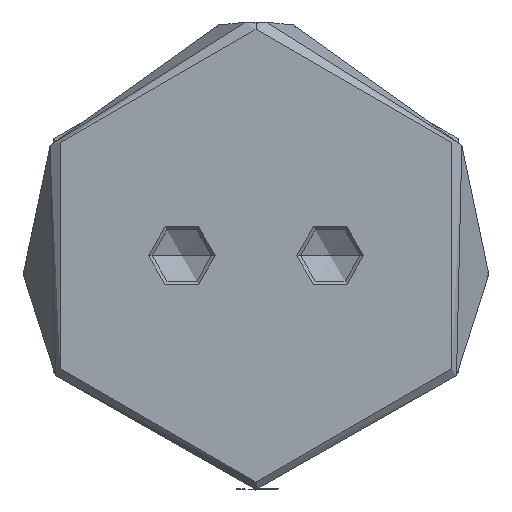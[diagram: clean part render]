
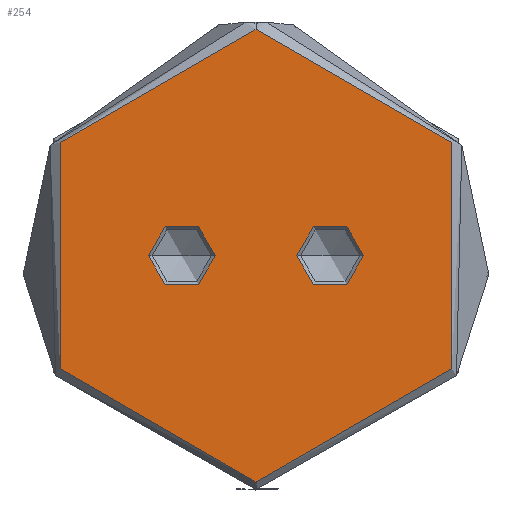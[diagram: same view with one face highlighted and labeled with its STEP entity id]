
A CAD part, front view. The second image highlights one B-rep face of the part: STEP entity #254.
In plain terms, the highlighted face is planar.
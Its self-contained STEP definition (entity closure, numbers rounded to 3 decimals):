
#191 = DIRECTION ( 'NONE',  ( 0., 0., -1. ) ) ;
#254 = ADVANCED_FACE ( 'NONE', ( #2132, #893, #4827 ), #3072, .F. ) ;
#266 = CIRCLE ( 'NONE', #1552, 4.5 ) ;
#370 = VERTEX_POINT ( 'NONE', #3032 ) ;
#720 = EDGE_LOOP ( 'NONE', ( #2453, #6682 ) ) ;
#766 = EDGE_CURVE ( 'NONE', #370, #2400, #2800, .T. ) ;
#884 = EDGE_CURVE ( 'NONE', #1564, #1990, #3389, .T. ) ;
#893 = FACE_BOUND ( 'NONE', #1055, .T. ) ;
#1055 = EDGE_LOOP ( 'NONE', ( #5523, #1476 ) ) ;
#1127 = DIRECTION ( 'NONE',  ( 0., 0., 1. ) ) ;
#1130 = EDGE_CURVE ( 'NONE', #5386, #3460, #2018, .T. ) ;
#1224 = DIRECTION ( 'NONE',  ( -1., 0., 0. ) ) ;
#1348 = CARTESIAN_POINT ( 'NONE',  ( 0., 0., 0. ) ) ;
#1401 = DIRECTION ( 'NONE',  ( 0., -1., 0. ) ) ;
#1404 = CIRCLE ( 'NONE', #5682, 30.5 ) ;
#1476 = ORIENTED_EDGE ( 'NONE', *, *, #2222, .F. ) ;
#1552 = AXIS2_PLACEMENT_3D ( 'NONE', #3400, #191, #3919 ) ;
#1564 = VERTEX_POINT ( 'NONE', #4465 ) ;
#1565 = CARTESIAN_POINT ( 'NONE',  ( 0., 0., 0. ) ) ;
#1572 = CARTESIAN_POINT ( 'NONE',  ( 0., 10., 0. ) ) ;
#1648 = DIRECTION ( 'NONE',  ( 0., 0., -1. ) ) ;
#1685 = CARTESIAN_POINT ( 'NONE',  ( 0., 10., 0. ) ) ;
#1708 = DIRECTION ( 'NONE',  ( 0., -1., 0. ) ) ;
#1903 = DIRECTION ( 'NONE',  ( 1., 0., 0. ) ) ;
#1990 = VERTEX_POINT ( 'NONE', #3930 ) ;
#2018 = CIRCLE ( 'NONE', #4143, 4.5 ) ;
#2132 = FACE_OUTER_BOUND ( 'NONE', #3233, .T. ) ;
#2222 = EDGE_CURVE ( 'NONE', #3460, #5386, #5691, .T. ) ;
#2285 = AXIS2_PLACEMENT_3D ( 'NONE', #1572, #4267, #1708 ) ;
#2400 = VERTEX_POINT ( 'NONE', #3891 ) ;
#2453 = ORIENTED_EDGE ( 'NONE', *, *, #766, .T. ) ;
#2606 = AXIS2_PLACEMENT_3D ( 'NONE', #5874, #1648, #4098 ) ;
#2800 = CIRCLE ( 'NONE', #2606, 4.5 ) ;
#2857 = EDGE_CURVE ( 'NONE', #1990, #1564, #1404, .T. ) ;
#3032 = CARTESIAN_POINT ( 'NONE',  ( 0., -5.5, 0. ) ) ;
#3072 = PLANE ( 'NONE',  #4093 ) ;
#3233 = EDGE_LOOP ( 'NONE', ( #5184, #5095 ) ) ;
#3389 = CIRCLE ( 'NONE', #5048, 30.5 ) ;
#3400 = CARTESIAN_POINT ( 'NONE',  ( 0., -10., 0. ) ) ;
#3460 = VERTEX_POINT ( 'NONE', #6907 ) ;
#3606 = DIRECTION ( 'NONE',  ( 0., 0., -1. ) ) ;
#3736 = DIRECTION ( 'NONE',  ( 0., 0., 1. ) ) ;
#3891 = CARTESIAN_POINT ( 'NONE',  ( 0., -14.5, 0. ) ) ;
#3919 = DIRECTION ( 'NONE',  ( 0., 1., 0. ) ) ;
#3930 = CARTESIAN_POINT ( 'NONE',  ( 30.5, 0., 0. ) ) ;
#4093 = AXIS2_PLACEMENT_3D ( 'NONE', #6808, #3606, #1224 ) ;
#4098 = DIRECTION ( 'NONE',  ( 0., 1., 0. ) ) ;
#4143 = AXIS2_PLACEMENT_3D ( 'NONE', #1685, #1127, #1401 ) ;
#4267 = DIRECTION ( 'NONE',  ( 0., 0., 1. ) ) ;
#4385 = CARTESIAN_POINT ( 'NONE',  ( 0., 5.5, 0. ) ) ;
#4465 = CARTESIAN_POINT ( 'NONE',  ( -30.5, 0., 0. ) ) ;
#4827 = FACE_BOUND ( 'NONE', #720, .T. ) ;
#5048 = AXIS2_PLACEMENT_3D ( 'NONE', #1565, #3736, #6389 ) ;
#5095 = ORIENTED_EDGE ( 'NONE', *, *, #2857, .T. ) ;
#5126 = DIRECTION ( 'NONE',  ( 0., 0., 1. ) ) ;
#5184 = ORIENTED_EDGE ( 'NONE', *, *, #884, .T. ) ;
#5386 = VERTEX_POINT ( 'NONE', #4385 ) ;
#5523 = ORIENTED_EDGE ( 'NONE', *, *, #1130, .F. ) ;
#5682 = AXIS2_PLACEMENT_3D ( 'NONE', #1348, #5126, #1903 ) ;
#5691 = CIRCLE ( 'NONE', #2285, 4.5 ) ;
#5874 = CARTESIAN_POINT ( 'NONE',  ( 0., -10., 0. ) ) ;
#6055 = EDGE_CURVE ( 'NONE', #2400, #370, #266, .T. ) ;
#6389 = DIRECTION ( 'NONE',  ( 1., 0., 0. ) ) ;
#6682 = ORIENTED_EDGE ( 'NONE', *, *, #6055, .T. ) ;
#6808 = CARTESIAN_POINT ( 'NONE',  ( 0., 0., 0. ) ) ;
#6907 = CARTESIAN_POINT ( 'NONE',  ( 0., 14.5, 0. ) ) ;
